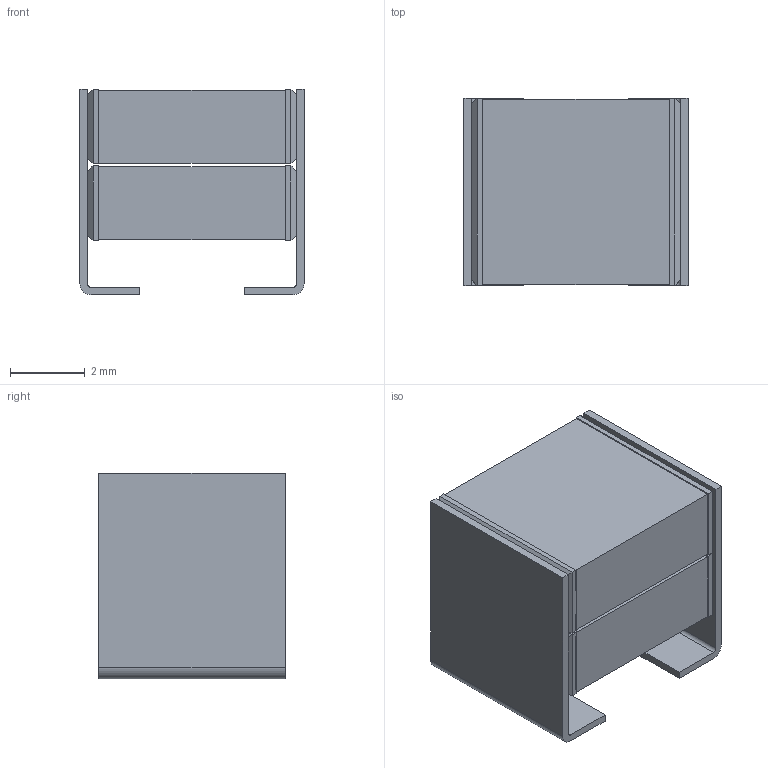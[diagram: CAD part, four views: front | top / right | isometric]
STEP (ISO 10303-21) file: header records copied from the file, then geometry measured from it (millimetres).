
FILE_DESCRIPTION(('FreeCAD Model'),'2;1');
FILE_NAME('CKG57N.step','2017-06-08T16:51:07',( 'kicad StepUp'),('ksu MCAD'),'Open CASCADE STEP processor 6.8', 'FreeCAD','Unknown');
FILE_SCHEMA(('AUTOMOTIVE_DESIGN_CC2 { 1 2 10303 214 -1 1 5 4 }'));
Length unit declared in the file: millimetre
Products named in the file (1): CKG57N
Bounding box: 6 x 5 x 5.5 mm (x, y, z)
Volume: 122.2 mm3; surface area: 273.1 mm2
Topology: 1 solids, 1 shells, 64 faces, 152 edges, 96 vertices
Faces by surface type: plane 60, cylinder 4
Entity records: 2261 total; most frequent: CARTESIAN_POINT 313, ORIENTED_EDGE 304, DIRECTION 290, EDGE_CURVE 152, LINE 144, VECTOR 144, VERTEX_POINT 96, AXIS2_PLACEMENT_3D 73
